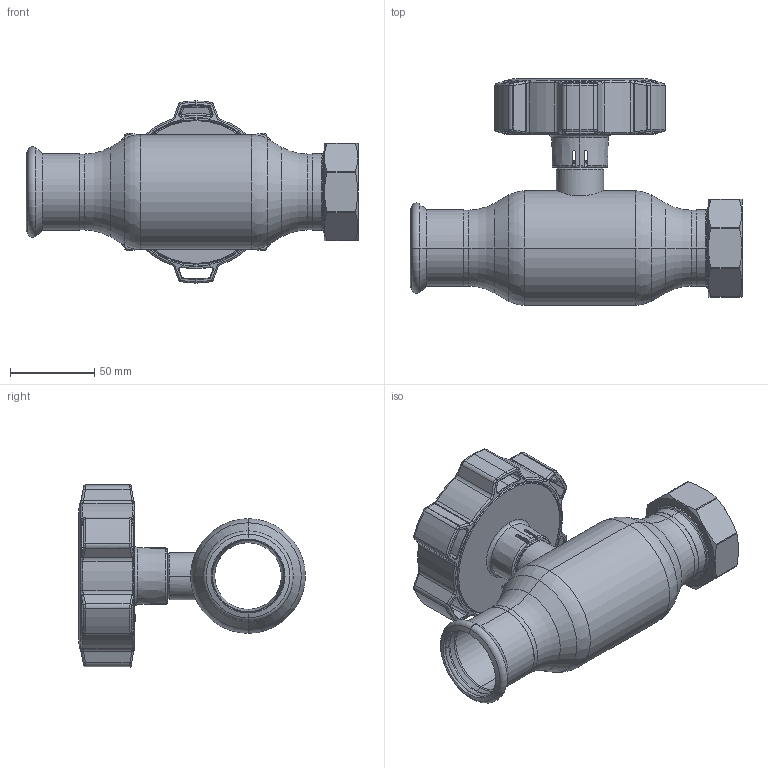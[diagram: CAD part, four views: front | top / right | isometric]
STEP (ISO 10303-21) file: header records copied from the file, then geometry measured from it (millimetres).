
FILE_DESCRIPTION (( 'STEP AP214' ), '1' );
FILE_NAME ('1040001400-1200.step', '2024-01-15T11:25:09', ( '' ), ( '' ), 'SwSTEP 2.0', 'SolidWorks 2021', '' );
FILE_SCHEMA (( 'AUTOMOTIVE_DESIGN' ));
Length unit declared in the file: millimetre
Products named in the file (1): 1040001400-1200
Bounding box: 196.9 x 134.5 x 107.98 mm (x, y, z)
Surface area: 99156.8 mm2 (no closed solid volume)
Topology: 0 solids, 11 shells, 545 faces, 1684 edges, 1104 vertices
Faces by surface type: bspline 158, cylinder 132, plane 109, torus 77, cone 63, sphere 6
Entity records: 33147 total; most frequent: CARTESIAN_POINT 13927, ORIENTED_EDGE 2882, DIRECTION 2330, EDGE_CURVE 1678, VERTEX_POINT 1104, AXIS2_PLACEMENT_3D 927, B_SPLINE_CURVE_WITH_KNOTS 640, EDGE_LOOP 579
